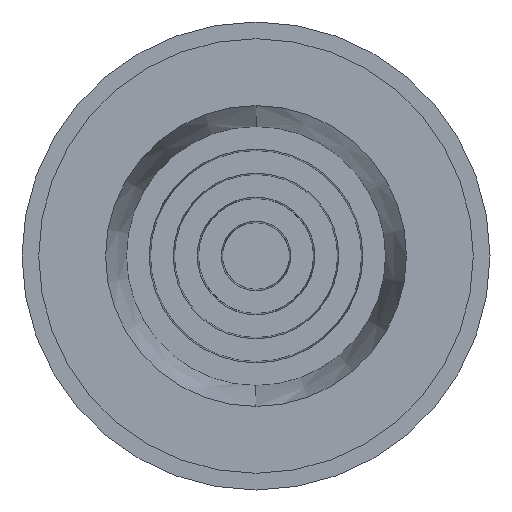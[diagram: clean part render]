
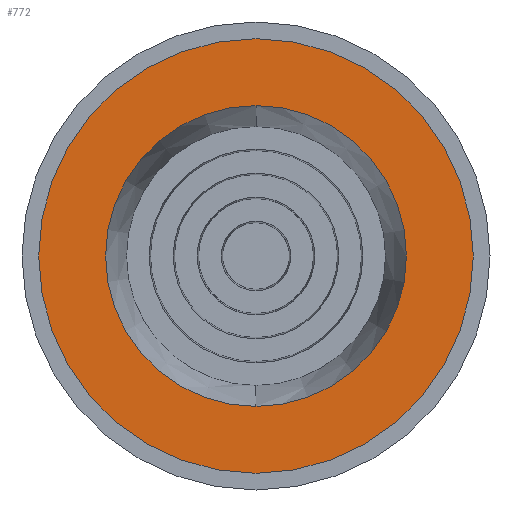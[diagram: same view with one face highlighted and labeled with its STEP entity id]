
A CAD part, left-side view. The second image highlights one B-rep face of the part: STEP entity #772.
In plain terms, the highlighted planar face has unit normal (-1, 0, 0).
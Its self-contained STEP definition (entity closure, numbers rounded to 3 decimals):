
#26 = DIRECTION ( 'NONE',  ( 1., 0., 0. ) ) ;
#37 = CARTESIAN_POINT ( 'NONE',  ( -8.5, 0., 0. ) ) ;
#51 = DIRECTION ( 'NONE',  ( -1., 0., 0. ) ) ;
#100 = CARTESIAN_POINT ( 'NONE',  ( -8.5, 0., 0. ) ) ;
#107 = FACE_BOUND ( 'NONE', #392, .T. ) ;
#112 = VERTEX_POINT ( 'NONE', #520 ) ;
#122 = VERTEX_POINT ( 'NONE', #514 ) ;
#132 = CARTESIAN_POINT ( 'NONE',  ( -8.5, 13., 0. ) ) ;
#152 = VERTEX_POINT ( 'NONE', #592 ) ;
#153 = AXIS2_PLACEMENT_3D ( 'NONE', #100, #732, #186 ) ;
#185 = CARTESIAN_POINT ( 'NONE',  ( -8.5, 0., 9. ) ) ;
#186 = DIRECTION ( 'NONE',  ( 0., 0., 1. ) ) ;
#199 = AXIS2_PLACEMENT_3D ( 'NONE', #37, #705, #1102 ) ;
#235 = DIRECTION ( 'NONE',  ( 1., 0., 0. ) ) ;
#261 = ORIENTED_EDGE ( 'NONE', *, *, #867, .F. ) ;
#281 = CARTESIAN_POINT ( 'NONE',  ( -8.5, 0., 0. ) ) ;
#300 = EDGE_LOOP ( 'NONE', ( #261, #512 ) ) ;
#306 = PLANE ( 'NONE',  #1151 ) ;
#392 = EDGE_LOOP ( 'NONE', ( #1170, #648 ) ) ;
#411 = CIRCLE ( 'NONE', #547, 13. ) ;
#512 = ORIENTED_EDGE ( 'NONE', *, *, #894, .F. ) ;
#514 = CARTESIAN_POINT ( 'NONE',  ( -8.5, -13., 0. ) ) ;
#520 = CARTESIAN_POINT ( 'NONE',  ( -8.5, 0., -9. ) ) ;
#547 = AXIS2_PLACEMENT_3D ( 'NONE', #784, #235, #879 ) ;
#592 = CARTESIAN_POINT ( 'NONE',  ( -8.5, 13., 0. ) ) ;
#615 = CIRCLE ( 'NONE', #801, 13. ) ;
#638 = EDGE_CURVE ( 'NONE', #912, #112, #962, .T. ) ;
#648 = ORIENTED_EDGE ( 'NONE', *, *, #1113, .F. ) ;
#674 = DIRECTION ( 'NONE',  ( 0., -1., 0. ) ) ;
#705 = DIRECTION ( 'NONE',  ( -1., 0., 0. ) ) ;
#732 = DIRECTION ( 'NONE',  ( -1., 0., 0. ) ) ;
#772 = ADVANCED_FACE ( 'NONE', ( #1044, #107 ), #306, .T. ) ;
#784 = CARTESIAN_POINT ( 'NONE',  ( -8.5, 0., 0. ) ) ;
#801 = AXIS2_PLACEMENT_3D ( 'NONE', #281, #26, #842 ) ;
#838 = CIRCLE ( 'NONE', #199, 9. ) ;
#842 = DIRECTION ( 'NONE',  ( 0., 1., 0. ) ) ;
#867 = EDGE_CURVE ( 'NONE', #152, #122, #411, .T. ) ;
#879 = DIRECTION ( 'NONE',  ( 0., 1., 0. ) ) ;
#894 = EDGE_CURVE ( 'NONE', #122, #152, #615, .T. ) ;
#912 = VERTEX_POINT ( 'NONE', #185 ) ;
#962 = CIRCLE ( 'NONE', #153, 9. ) ;
#1044 = FACE_OUTER_BOUND ( 'NONE', #300, .T. ) ;
#1102 = DIRECTION ( 'NONE',  ( 0., 0., 1. ) ) ;
#1113 = EDGE_CURVE ( 'NONE', #112, #912, #838, .T. ) ;
#1151 = AXIS2_PLACEMENT_3D ( 'NONE', #132, #51, #674 ) ;
#1170 = ORIENTED_EDGE ( 'NONE', *, *, #638, .F. ) ;
